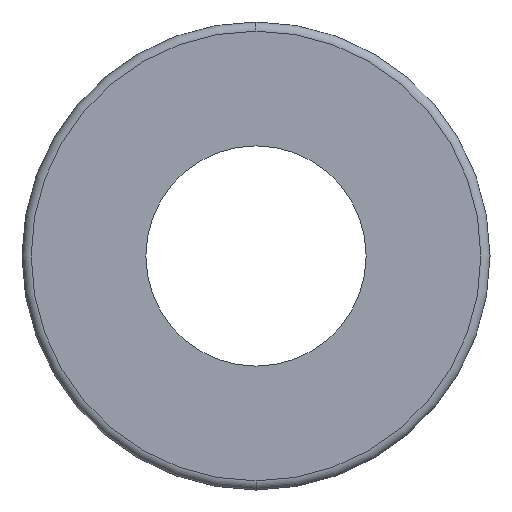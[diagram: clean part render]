
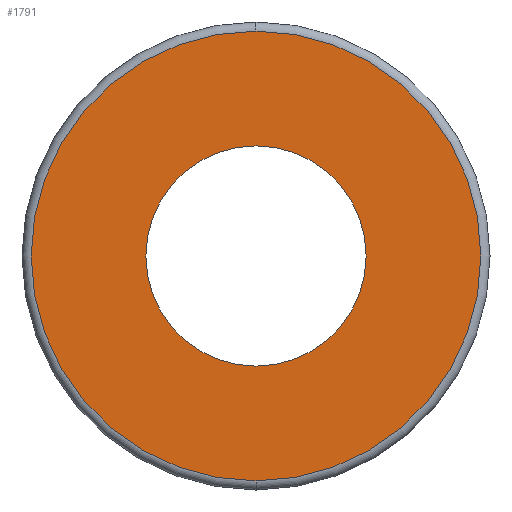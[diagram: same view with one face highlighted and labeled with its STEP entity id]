
A CAD part, left-side view. The second image highlights one B-rep face of the part: STEP entity #1791.
In plain terms, the highlighted planar face has unit normal (-1, 0, 0).
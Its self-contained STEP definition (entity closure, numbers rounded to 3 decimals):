
#56 = EDGE_CURVE ( 'NONE', #104, #312, #1384, .T. ) ;
#104 = VERTEX_POINT ( 'NONE', #1597 ) ;
#200 = DIRECTION ( 'NONE',  ( 1., 0., 0. ) ) ;
#312 = VERTEX_POINT ( 'NONE', #1055 ) ;
#324 = ORIENTED_EDGE ( 'NONE', *, *, #1611, .T. ) ;
#466 = DIRECTION ( 'NONE',  ( 0., 0., -1. ) ) ;
#475 = VERTEX_POINT ( 'NONE', #1429 ) ;
#552 = DIRECTION ( 'NONE',  ( -1., 0., 0. ) ) ;
#835 = AXIS2_PLACEMENT_3D ( 'NONE', #1357, #1203, #2103 ) ;
#843 = ORIENTED_EDGE ( 'NONE', *, *, #984, .F. ) ;
#884 = DIRECTION ( 'NONE',  ( 0., 0., 1. ) ) ;
#982 = AXIS2_PLACEMENT_3D ( 'NONE', #1451, #2123, #466 ) ;
#984 = EDGE_CURVE ( 'NONE', #2313, #475, #1110, .T. ) ;
#1028 = CIRCLE ( 'NONE', #1734, 12.25 ) ;
#1055 = CARTESIAN_POINT ( 'NONE',  ( -17.524, 0., 12.25 ) ) ;
#1110 = CIRCLE ( 'NONE', #835, 6. ) ;
#1203 = DIRECTION ( 'NONE',  ( -1., 0., 0. ) ) ;
#1303 = FACE_BOUND ( 'NONE', #1619, .T. ) ;
#1357 = CARTESIAN_POINT ( 'NONE',  ( -17.524, 0., 0. ) ) ;
#1384 = CIRCLE ( 'NONE', #982, 12.25 ) ;
#1416 = EDGE_LOOP ( 'NONE', ( #1576, #324 ) ) ;
#1429 = CARTESIAN_POINT ( 'NONE',  ( -17.524, 0., 6. ) ) ;
#1451 = CARTESIAN_POINT ( 'NONE',  ( -17.524, 0., 0. ) ) ;
#1475 = AXIS2_PLACEMENT_3D ( 'NONE', #1805, #2016, #884 ) ;
#1576 = ORIENTED_EDGE ( 'NONE', *, *, #56, .T. ) ;
#1581 = AXIS2_PLACEMENT_3D ( 'NONE', #2071, #200, #2058 ) ;
#1597 = CARTESIAN_POINT ( 'NONE',  ( -17.524, 0., -12.25 ) ) ;
#1611 = EDGE_CURVE ( 'NONE', #312, #104, #1028, .T. ) ;
#1619 = EDGE_LOOP ( 'NONE', ( #2119, #843 ) ) ;
#1734 = AXIS2_PLACEMENT_3D ( 'NONE', #2187, #552, #2352 ) ;
#1791 = ADVANCED_FACE ( 'NONE', ( #1875, #1303 ), #1866, .F. ) ;
#1805 = CARTESIAN_POINT ( 'NONE',  ( -17.524, 0., 0. ) ) ;
#1866 = PLANE ( 'NONE',  #1581 ) ;
#1875 = FACE_OUTER_BOUND ( 'NONE', #1416, .T. ) ;
#1992 = CARTESIAN_POINT ( 'NONE',  ( -17.524, 0., -6. ) ) ;
#2016 = DIRECTION ( 'NONE',  ( -1., 0., 0. ) ) ;
#2058 = DIRECTION ( 'NONE',  ( 0., 0., -1. ) ) ;
#2071 = CARTESIAN_POINT ( 'NONE',  ( -17.524, 12.75, 0. ) ) ;
#2103 = DIRECTION ( 'NONE',  ( 0., 0., 1. ) ) ;
#2119 = ORIENTED_EDGE ( 'NONE', *, *, #2344, .F. ) ;
#2123 = DIRECTION ( 'NONE',  ( -1., 0., 0. ) ) ;
#2187 = CARTESIAN_POINT ( 'NONE',  ( -17.524, 0., 0. ) ) ;
#2313 = VERTEX_POINT ( 'NONE', #1992 ) ;
#2344 = EDGE_CURVE ( 'NONE', #475, #2313, #2382, .T. ) ;
#2352 = DIRECTION ( 'NONE',  ( 0., 0., -1. ) ) ;
#2382 = CIRCLE ( 'NONE', #1475, 6. ) ;
